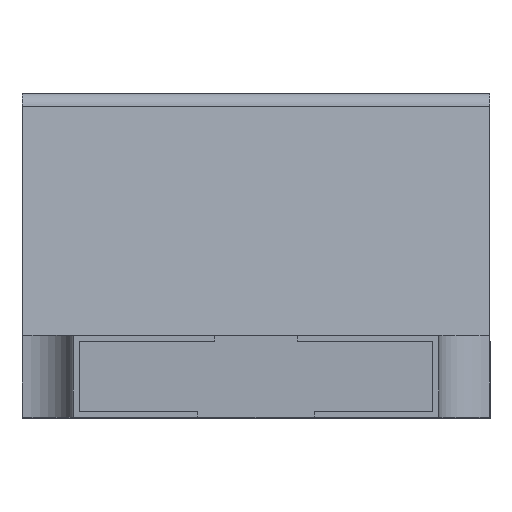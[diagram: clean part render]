
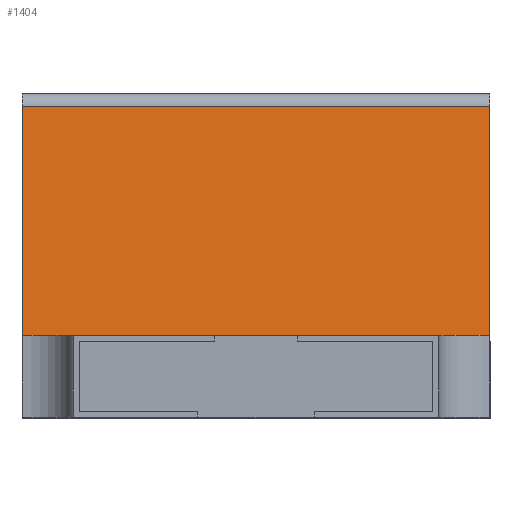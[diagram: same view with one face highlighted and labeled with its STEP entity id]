
A CAD part, top view. The second image highlights one B-rep face of the part: STEP entity #1404.
In plain terms, the highlighted planar face has unit normal (0, 0.087, 0.996).
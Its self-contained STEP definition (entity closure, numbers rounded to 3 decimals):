
#26 = ORIENTED_EDGE ( 'NONE', *, *, #610, .T. ) ;
#28 = VECTOR ( 'NONE', #1828, 1000. ) ;
#32 = DIRECTION ( 'NONE',  ( 0., 0.996, -0.087 ) ) ;
#98 = AXIS2_PLACEMENT_3D ( 'NONE', #3319, #1042, #404 ) ;
#108 = LINE ( 'NONE', #3263, #3118 ) ;
#113 = VECTOR ( 'NONE', #2254, 1000. ) ;
#367 = DIRECTION ( 'NONE',  ( 1., 0., 0. ) ) ;
#404 = DIRECTION ( 'NONE',  ( 0., -0.996, 0.087 ) ) ;
#413 = VERTEX_POINT ( 'NONE', #2720 ) ;
#446 = CARTESIAN_POINT ( 'NONE',  ( -0.8, 1.064, 0.681 ) ) ;
#455 = VERTEX_POINT ( 'NONE', #446 ) ;
#540 = LINE ( 'NONE', #1244, #28 ) ;
#610 = EDGE_CURVE ( 'NONE', #413, #1434, #540, .T. ) ;
#717 = PLANE ( 'NONE',  #98 ) ;
#832 = EDGE_CURVE ( 'NONE', #3552, #1434, #3675, .T. ) ;
#1042 = DIRECTION ( 'NONE',  ( 0., 0.087, 0.996 ) ) ;
#1096 = CARTESIAN_POINT ( 'NONE',  ( 0.8, 0.28, 0.75 ) ) ;
#1244 = CARTESIAN_POINT ( 'NONE',  ( -2.514, 0.28, 0.75 ) ) ;
#1346 = ORIENTED_EDGE ( 'NONE', *, *, #3390, .F. ) ;
#1404 = ADVANCED_FACE ( 'NONE', ( #3714 ), #717, .T. ) ;
#1434 = VERTEX_POINT ( 'NONE', #1096 ) ;
#1761 = EDGE_CURVE ( 'NONE', #455, #3552, #108, .T. ) ;
#1816 = CARTESIAN_POINT ( 'NONE',  ( -0.8, 0.28, 0.75 ) ) ;
#1828 = DIRECTION ( 'NONE',  ( 1., 0., 0. ) ) ;
#2149 = EDGE_LOOP ( 'NONE', ( #1346, #26, #3006, #2803 ) ) ;
#2205 = VECTOR ( 'NONE', #32, 1000. ) ;
#2254 = DIRECTION ( 'NONE',  ( 0., -0.996, 0.087 ) ) ;
#2501 = CARTESIAN_POINT ( 'NONE',  ( 0.8, 0.28, 0.75 ) ) ;
#2720 = CARTESIAN_POINT ( 'NONE',  ( -0.8, 0.28, 0.75 ) ) ;
#2803 = ORIENTED_EDGE ( 'NONE', *, *, #1761, .F. ) ;
#2982 = LINE ( 'NONE', #1816, #2205 ) ;
#3006 = ORIENTED_EDGE ( 'NONE', *, *, #832, .F. ) ;
#3118 = VECTOR ( 'NONE', #367, 1000. ) ;
#3263 = CARTESIAN_POINT ( 'NONE',  ( -2.514, 1.064, 0.681 ) ) ;
#3319 = CARTESIAN_POINT ( 'NONE',  ( -2.514, 0.28, 0.75 ) ) ;
#3348 = CARTESIAN_POINT ( 'NONE',  ( 0.8, 1.064, 0.681 ) ) ;
#3390 = EDGE_CURVE ( 'NONE', #413, #455, #2982, .T. ) ;
#3552 = VERTEX_POINT ( 'NONE', #3348 ) ;
#3675 = LINE ( 'NONE', #2501, #113 ) ;
#3714 = FACE_OUTER_BOUND ( 'NONE', #2149, .T. ) ;
